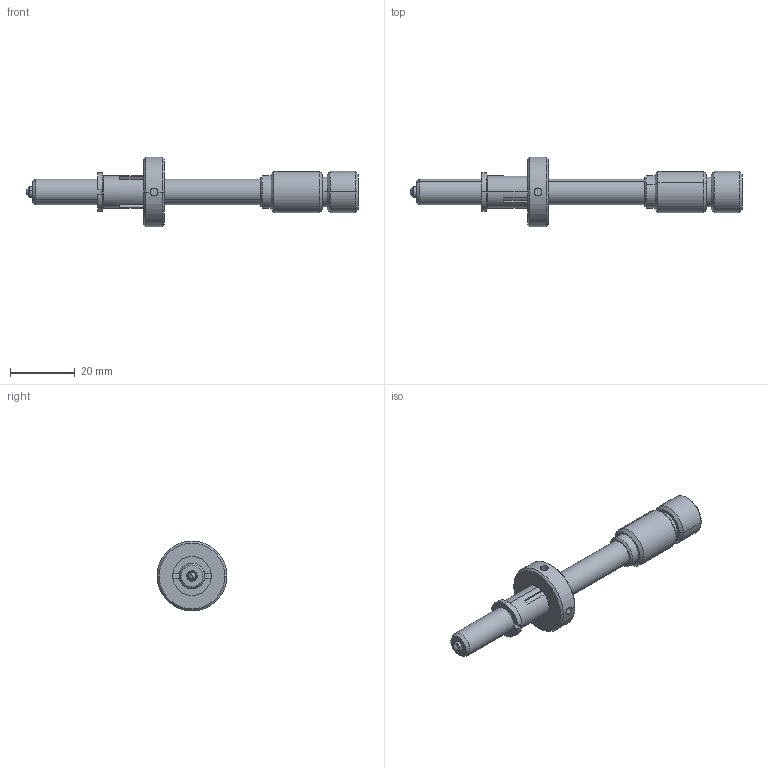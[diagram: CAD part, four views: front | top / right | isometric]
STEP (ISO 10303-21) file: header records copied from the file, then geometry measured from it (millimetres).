
FILE_DESCRIPTION (( 'STEP AP214' ), '1' );
FILE_NAME ('13438-E0W.step', '2007-11-13T08:10:22', ( ' ' ), ( ' ' ), 'SwSTEP 2.0', 'SolidWorks 2007', '' );
FILE_SCHEMA (( 'AUTOMOTIVE_DESIGN' ));
Length unit declared in the file: inch
Products named in the file (1): 13438-E0W
Bounding box: 102.64 x 21.59 x 21.59 mm (x, y, z)
Volume: 8564.5 mm3; surface area: 8445.2 mm2
Topology: 7 solids, 7 shells, 154 faces, 352 edges, 220 vertices
Faces by surface type: cylinder 60, plane 50, cone 40, sphere 4
Entity records: 6558 total; most frequent: CARTESIAN_POINT 891, DIRECTION 809, ORIENTED_EDGE 688, EDGE_CURVE 344, AXIS2_PLACEMENT_3D 332, VERTEX_POINT 218, EDGE_LOOP 178, CIRCLE 177
